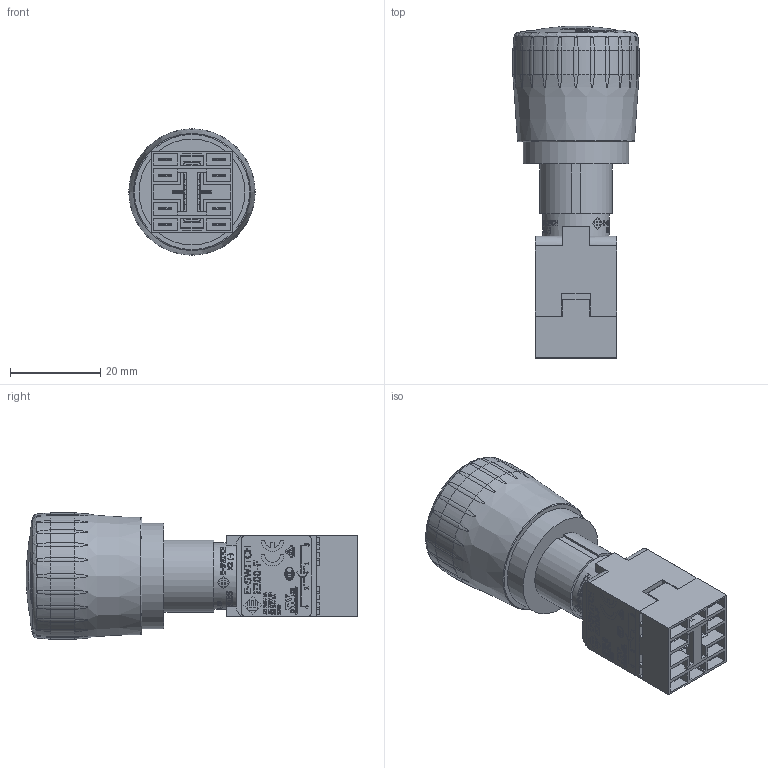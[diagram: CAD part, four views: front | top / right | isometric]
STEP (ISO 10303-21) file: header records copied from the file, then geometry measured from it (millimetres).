
FILE_DESCRIPTION(/* description */ (''),/* implementation_level */ '2;1');
FILE_NAME(/* name */ 'E200-R11-A1xR.stp',/* time_stamp */ '2024-04-25T12:33:00-05:00',/* author */ ('mroman'),/* organization */ (''),/* preprocessor_version */ 'ST-DEVELOPER v18.1',/* originating_system */ 'Autodesk Inventor 2022',/* authorisation */ '');
FILE_SCHEMA (('AUTOMOTIVE_DESIGN { 1 0 10303 214 3 1 1 }'));
Products named in the file (1): E200-R11-A1xR
Bounding box: 27.99 x 73.4 x 27.99 mm (x, y, z)
Volume: 24597.3 mm3; surface area: 12070.9 mm2
Topology: 1 solids, 8 shells, 4122 faces, 11241 edges, 7403 vertices
Faces by surface type: plane 2727, bspline 1141, cylinder 246, sphere 4, cone 2, torus 2
Full cylindrical faces by diameter (mm): 0.329 x2, 0.369 x2, 9.35 x1, 9.5 x1, 11.35 x2, 12.3 x1, 14.8 x1, 18.869 x1, 19 x1, 23.4 x1
Entity records: 140602 total; most frequent: CARTESIAN_POINT 43236, ORIENTED_EDGE 22478, DIRECTION 15891, EDGE_CURVE 11239, LINE 7983, VECTOR 7983, VERTEX_POINT 7403, EDGE_LOOP 4466
